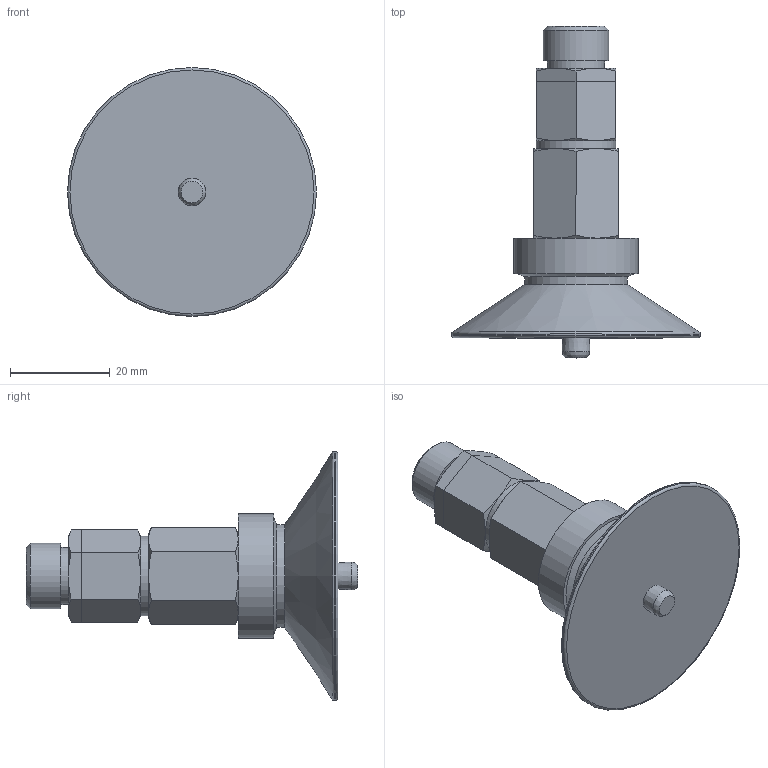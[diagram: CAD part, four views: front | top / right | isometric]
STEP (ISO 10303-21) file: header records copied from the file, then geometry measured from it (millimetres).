
FILE_DESCRIPTION(/* description */ (''),/* implementation_level */ '2;1');
FILE_NAME(/* name */ 'vc50sb_racval2.stp',/* time_stamp */ '2020-09-21T12:46:57+02:00',/* author */ ('enginyeria'),/* organization */ (''),/* preprocessor_version */ 'ST-DEVELOPER v17.2',/* originating_system */ 'Autodesk Inventor 2019',/* authorisation */ '');
FILE_SCHEMA (('CONFIG_CONTROL_DESIGN'));
Length unit declared in the file: millimetre
Products named in the file (1): vc50sb_racval2
Bounding box: 50 x 66.64 x 50 mm (x, y, z)
Volume: 25211 mm3; surface area: 7953.4 mm2
Topology: 1 solids, 1 shells, 68 faces, 163 edges, 105 vertices
Faces by surface type: cone 29, plane 29, cylinder 7, torus 2, bspline 1
Full cylindrical faces by diameter (mm): 6 x1, 11.445 x1, 13.157 x1, 16 x1, 20.6 x1, 25 x1, 50 x1
Entity records: 2093 total; most frequent: CARTESIAN_POINT 459, ORIENTED_EDGE 326, DIRECTION 325, EDGE_CURVE 163, AXIS2_PLACEMENT_3D 142, VERTEX_POINT 105, EDGE_LOOP 76, CIRCLE 74
